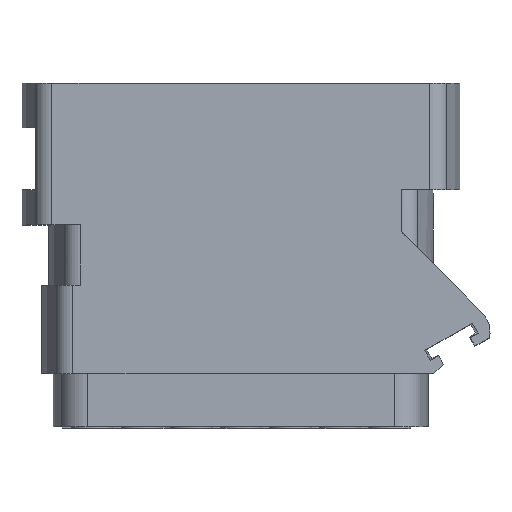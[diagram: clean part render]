
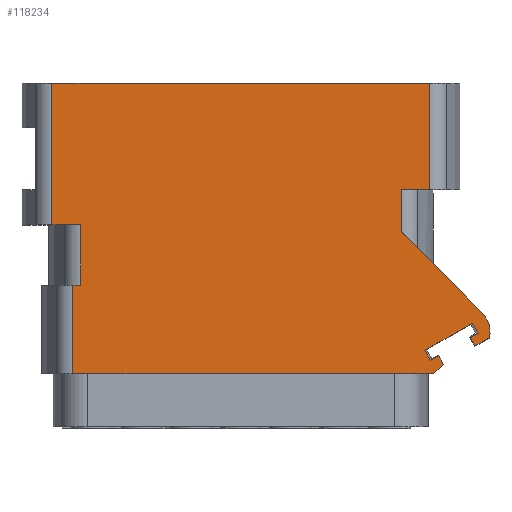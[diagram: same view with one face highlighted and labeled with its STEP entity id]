
A CAD part, top view. The second image highlights one B-rep face of the part: STEP entity #118234.
In plain terms, the highlighted planar face has unit normal (0, 0, 1).
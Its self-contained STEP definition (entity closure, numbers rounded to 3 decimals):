
#10=DIRECTION('',(-1.,0.,0.));
#11=VECTOR('',#10,21.35);
#12=CARTESIAN_POINT('',(10.675,0.,5.));
#13=LINE('',#12,#11);
#96=DIRECTION('',(0.866,0.5,0.));
#97=VECTOR('',#96,0.525);
#98=CARTESIAN_POINT('',(10.725,-15.663,5.));
#99=LINE('',#98,#97);
#100=DIRECTION('',(0.5,-0.866,0.));
#101=VECTOR('',#100,0.55);
#102=CARTESIAN_POINT('',(11.18,-15.4,5.));
#103=LINE('',#102,#101);
#104=DIRECTION('',(-0.727,-0.686,0.));
#105=VECTOR('',#104,0.763);
#106=CARTESIAN_POINT('',(11.455,-15.877,5.));
#107=LINE('',#106,#105);
#108=CARTESIAN_POINT('',(12.588,-14.043,5.));
#109=DIRECTION('',(0.,0.,-1.));
#110=DIRECTION('',(0.707,0.707,0.));
#111=AXIS2_PLACEMENT_3D('',#108,#109,#110);
#113=DIRECTION('',(-0.866,-0.5,0.));
#114=VECTOR('',#113,0.947);
#115=CARTESIAN_POINT('',(14.05,-14.378,5.));
#116=LINE('',#115,#114);
#117=DIRECTION('',(-0.5,0.866,0.));
#118=VECTOR('',#117,0.55);
#119=CARTESIAN_POINT('',(13.23,-14.852,5.));
#120=LINE('',#119,#118);
#121=DIRECTION('',(0.866,0.5,0.));
#122=VECTOR('',#121,0.525);
#123=CARTESIAN_POINT('',(12.955,-14.375,5.));
#124=LINE('',#123,#122);
#125=DIRECTION('',(-0.866,-0.5,0.));
#126=VECTOR('',#125,3.1);
#127=CARTESIAN_POINT('',(13.085,-13.55,5.));
#128=LINE('',#127,#126);
#146=DIRECTION('',(1.,0.,0.));
#147=VECTOR('',#146,20.392);
#148=CARTESIAN_POINT('',(-9.492,-16.4,5.));
#149=LINE('',#148,#147);
#219=DIRECTION('',(-1.,0.,0.));
#220=VECTOR('',#219,0.436);
#221=CARTESIAN_POINT('',(-9.056,-11.4,5.));
#222=LINE('',#221,#220);
#246=DIRECTION('',(1.,0.,0.));
#247=VECTOR('',#246,1.619);
#248=CARTESIAN_POINT('',(-10.675,-8.,5.));
#249=LINE('',#248,#247);
#273=DIRECTION('',(0.,-1.,0.));
#274=VECTOR('',#273,3.4);
#275=CARTESIAN_POINT('',(-9.056,-8.,5.));
#276=LINE('',#275,#274);
#300=DIRECTION('',(0.,-1.,0.));
#301=VECTOR('',#300,8.);
#302=CARTESIAN_POINT('',(-10.675,0.,5.));
#303=LINE('',#302,#301);
#345=DIRECTION('',(0.,-1.,0.));
#346=VECTOR('',#345,5.);
#347=CARTESIAN_POINT('',(-9.492,-11.4,5.));
#348=LINE('',#347,#346);
#93789=DIRECTION('',(0.,1.,0.));
#93790=VECTOR('',#93789,6.);
#93791=CARTESIAN_POINT('',(10.675,-6.,5.));
#93792=LINE('',#93791,#93790);
#93821=DIRECTION('',(1.,0.,0.));
#93822=VECTOR('',#93821,1.619);
#93823=CARTESIAN_POINT('',(9.056,-6.,5.));
#93824=LINE('',#93823,#93822);
#93869=DIRECTION('',(-0.707,0.707,0.));
#93870=VECTOR('',#93869,6.495);
#93871=CARTESIAN_POINT('',(13.649,-12.983,5.));
#93872=LINE('',#93871,#93870);
#93927=DIRECTION('',(0.,1.,0.));
#93928=VECTOR('',#93927,2.39);
#93929=CARTESIAN_POINT('',(9.056,-8.39,5.));
#93930=LINE('',#93929,#93928);
#93972=DIRECTION('',(0.5,-0.866,0.));
#93973=VECTOR('',#93972,0.65);
#93974=CARTESIAN_POINT('',(13.085,-13.55,5.));
#93975=LINE('',#93974,#93973);
#94012=DIRECTION('',(-0.5,0.866,0.));
#94013=VECTOR('',#94012,0.65);
#94014=CARTESIAN_POINT('',(10.725,-15.663,5.));
#94015=LINE('',#94014,#94013);
#94016=CARTESIAN_POINT('',(13.649,-12.983,5.));
#94017=CARTESIAN_POINT('',(14.05,-14.378,5.));
#94018=VERTEX_POINT('',#94016);
#94019=VERTEX_POINT('',#94017);
#94020=CARTESIAN_POINT('',(13.23,-14.852,5.));
#94021=VERTEX_POINT('',#94020);
#94632=CARTESIAN_POINT('',(10.675,-6.,5.));
#94633=VERTEX_POINT('',#94632);
#94634=CARTESIAN_POINT('',(10.675,0.,5.));
#94635=VERTEX_POINT('',#94634);
#94658=CARTESIAN_POINT('',(-10.675,0.,5.));
#94659=VERTEX_POINT('',#94658);
#94666=CARTESIAN_POINT('',(-10.675,-8.,5.));
#94667=VERTEX_POINT('',#94666);
#94680=CARTESIAN_POINT('',(9.056,-8.39,5.));
#94681=CARTESIAN_POINT('',(9.056,-6.,5.));
#94682=VERTEX_POINT('',#94680);
#94683=VERTEX_POINT('',#94681);
#94696=CARTESIAN_POINT('',(-9.056,-8.,5.));
#94697=CARTESIAN_POINT('',(-9.056,-11.4,5.));
#94698=VERTEX_POINT('',#94696);
#94699=VERTEX_POINT('',#94697);
#94712=CARTESIAN_POINT('',(-9.492,-11.4,5.));
#94713=VERTEX_POINT('',#94712);
#94714=CARTESIAN_POINT('',(-9.492,-16.4,5.));
#94715=VERTEX_POINT('',#94714);
#94716=CARTESIAN_POINT('',(10.9,-16.4,5.));
#94717=VERTEX_POINT('',#94716);
#94720=CARTESIAN_POINT('',(11.455,-15.877,5.));
#94721=VERTEX_POINT('',#94720);
#94728=CARTESIAN_POINT('',(10.4,-15.1,5.));
#94729=VERTEX_POINT('',#94728);
#94730=CARTESIAN_POINT('',(13.085,-13.55,5.));
#94732=VERTEX_POINT('',#94730);
#94744=CARTESIAN_POINT('',(10.725,-15.663,5.));
#94745=CARTESIAN_POINT('',(11.18,-15.4,5.));
#94746=VERTEX_POINT('',#94744);
#94747=VERTEX_POINT('',#94745);
#94748=CARTESIAN_POINT('',(12.955,-14.375,5.));
#94749=CARTESIAN_POINT('',(13.41,-14.113,5.));
#94750=VERTEX_POINT('',#94748);
#94751=VERTEX_POINT('',#94749);
#118187=CARTESIAN_POINT('',(11.347,0.,5.));
#118188=DIRECTION('',(0.,0.,1.));
#118189=DIRECTION('',(-1.,0.,0.));
#118190=AXIS2_PLACEMENT_3D('',#118187,#118188,#118189);
#118191=PLANE('',#118190);
#118192=ORIENTED_EDGE('',*,*,#118177,.T.);
#118194=ORIENTED_EDGE('',*,*,#118193,.T.);
#118196=ORIENTED_EDGE('',*,*,#118195,.T.);
#118198=ORIENTED_EDGE('',*,*,#118197,.F.);
#118200=ORIENTED_EDGE('',*,*,#118199,.F.);
#118202=ORIENTED_EDGE('',*,*,#118201,.F.);
#118204=ORIENTED_EDGE('',*,*,#118203,.F.);
#118206=ORIENTED_EDGE('',*,*,#118205,.F.);
#118208=ORIENTED_EDGE('',*,*,#118207,.F.);
#118209=ORIENTED_EDGE('',*,*,#118077,.F.);
#118211=ORIENTED_EDGE('',*,*,#118210,.F.);
#118213=ORIENTED_EDGE('',*,*,#118212,.F.);
#118215=ORIENTED_EDGE('',*,*,#118214,.F.);
#118217=ORIENTED_EDGE('',*,*,#118216,.F.);
#118219=ORIENTED_EDGE('',*,*,#118218,.T.);
#118221=ORIENTED_EDGE('',*,*,#118220,.T.);
#118223=ORIENTED_EDGE('',*,*,#118222,.T.);
#118225=ORIENTED_EDGE('',*,*,#118224,.T.);
#118227=ORIENTED_EDGE('',*,*,#118226,.F.);
#118229=ORIENTED_EDGE('',*,*,#118228,.T.);
#118231=ORIENTED_EDGE('',*,*,#118230,.F.);
#118232=EDGE_LOOP('',(#118192,#118194,#118196,#118198,#118200,#118202,#118204,
#118206,#118208,#118209,#118211,#118213,#118215,#118217,#118219,#118221,#118223,
#118225,#118227,#118229,#118231));
#118233=FACE_OUTER_BOUND('',#118232,.F.);
#118234=ADVANCED_FACE('',(#118233),#118191,.T.);
#112=CIRCLE('',#111,1.5);
#118077=EDGE_CURVE('',#94635,#94659,#13,.T.);
#118177=EDGE_CURVE('',#94746,#94747,#99,.T.);
#118193=EDGE_CURVE('',#94747,#94721,#103,.T.);
#118195=EDGE_CURVE('',#94721,#94717,#107,.T.);
#118197=EDGE_CURVE('',#94715,#94717,#149,.T.);
#118199=EDGE_CURVE('',#94713,#94715,#348,.T.);
#118201=EDGE_CURVE('',#94699,#94713,#222,.T.);
#118203=EDGE_CURVE('',#94698,#94699,#276,.T.);
#118205=EDGE_CURVE('',#94667,#94698,#249,.T.);
#118207=EDGE_CURVE('',#94659,#94667,#303,.T.);
#118210=EDGE_CURVE('',#94633,#94635,#93792,.T.);
#118212=EDGE_CURVE('',#94683,#94633,#93824,.T.);
#118214=EDGE_CURVE('',#94682,#94683,#93930,.T.);
#118216=EDGE_CURVE('',#94018,#94682,#93872,.T.);
#118218=EDGE_CURVE('',#94018,#94019,#112,.T.);
#118220=EDGE_CURVE('',#94019,#94021,#116,.T.);
#118222=EDGE_CURVE('',#94021,#94750,#120,.T.);
#118224=EDGE_CURVE('',#94750,#94751,#124,.T.);
#118226=EDGE_CURVE('',#94732,#94751,#93975,.T.);
#118228=EDGE_CURVE('',#94732,#94729,#128,.T.);
#118230=EDGE_CURVE('',#94746,#94729,#94015,.T.);
